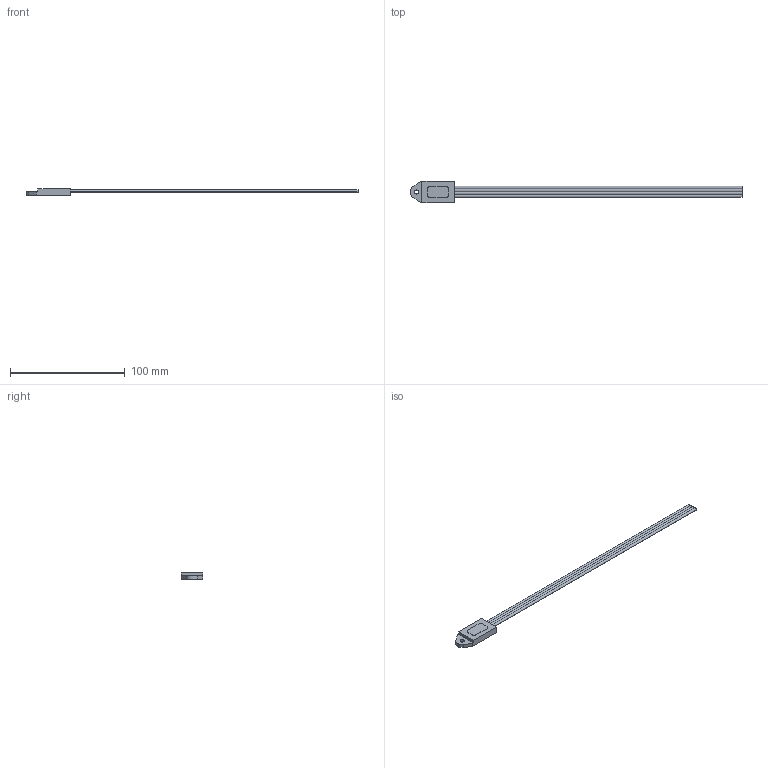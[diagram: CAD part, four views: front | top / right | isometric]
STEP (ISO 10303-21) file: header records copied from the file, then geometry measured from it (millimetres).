
FILE_DESCRIPTION(('STEP AP214'),'1');
FILE_NAME('cctmp_6E3E5579-46BD-4301-97FD-77AFC0976268_2023_07_21_14_47_48_0365..stp','2023-07-21T12:47:48',('SIEMENS A&D'),('CADClick - www.CADClick.com'),'Spatial InterOp 3D postprocessed',' ','unknown authorization');
FILE_SCHEMA(('AUTOMOTIVE_DESIGN'));
Length unit declared in the file: millimetre
Products named in the file (3): cc_unnamed; 2023_07_21_14_47_48_0350; 2023_07_21_14_47_48_0319
Assembly tree (2 placements, depth 2):
  cc_unnamed
    2023_07_21_14_47_48_0350
    2023_07_21_14_47_48_0319
Bounding box: 288.98 x 18.5 x 6 mm (x, y, z)
Volume: 8370.2 mm3; surface area: 8759.1 mm2
Topology: 2 solids, 2 shells, 31 faces, 78 edges, 52 vertices
Faces by surface type: plane 16, cylinder 15
Entity records: 1654 total; most frequent: DIRECTION 176, CARTESIAN_POINT 164, STYLED_ITEM 163, PRESENTATION_STYLE_ASSIGNMENT 163, ORIENTED_EDGE 156, EDGE_CURVE 78, CURVE_STYLE 78, DRAUGHTING_PRE_DEFINED_CURVE_FONT 78
